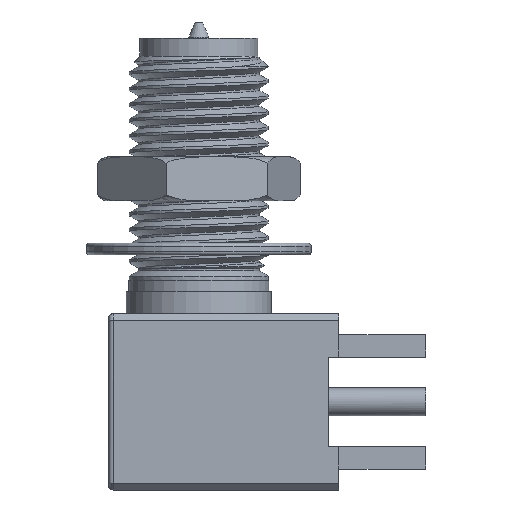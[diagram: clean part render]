
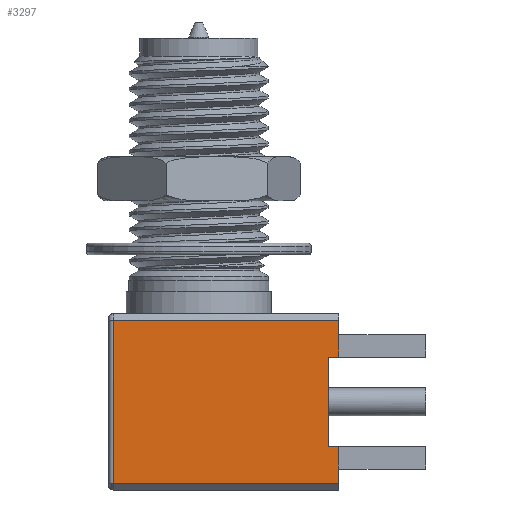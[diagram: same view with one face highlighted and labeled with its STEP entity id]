
A CAD part, front view. The second image highlights one B-rep face of the part: STEP entity #3297.
In plain terms, the highlighted planar face has unit normal (0, -1, 0).
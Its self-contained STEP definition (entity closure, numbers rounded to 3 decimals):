
#401=LINE('',#13795,#635);
#415=LINE('',#13826,#649);
#417=LINE('',#13830,#651);
#456=LINE('',#13912,#690);
#464=LINE('',#13927,#698);
#487=LINE('',#13972,#721);
#492=LINE('',#13981,#726);
#493=LINE('',#13982,#727);
#635=VECTOR('',#5144,1000.);
#649=VECTOR('',#5174,1000.);
#651=VECTOR('',#5178,1000.);
#690=VECTOR('',#5243,1000.);
#698=VECTOR('',#5255,1000.);
#721=VECTOR('',#5292,1000.);
#726=VECTOR('',#5305,1000.);
#727=VECTOR('',#5306,1000.);
#1624=ORIENTED_EDGE('',*,*,#2085,.T.);
#1625=ORIENTED_EDGE('',*,*,#2069,.T.);
#1626=ORIENTED_EDGE('',*,*,#2087,.T.);
#1627=ORIENTED_EDGE('',*,*,#2126,.T.);
#1628=ORIENTED_EDGE('',*,*,#2134,.T.);
#1629=ORIENTED_EDGE('',*,*,#2162,.F.);
#1630=ORIENTED_EDGE('',*,*,#2157,.F.);
#1631=ORIENTED_EDGE('',*,*,#2163,.F.);
#2069=EDGE_CURVE('',#2434,#2430,#401,.T.);
#2085=EDGE_CURVE('',#2445,#2434,#415,.T.);
#2087=EDGE_CURVE('',#2430,#2446,#417,.T.);
#2126=EDGE_CURVE('',#2446,#2476,#456,.T.);
#2134=EDGE_CURVE('',#2476,#2480,#464,.T.);
#2157=EDGE_CURVE('',#2495,#2494,#487,.T.);
#2162=EDGE_CURVE('',#2494,#2480,#492,.T.);
#2163=EDGE_CURVE('',#2445,#2495,#493,.T.);
#2430=VERTEX_POINT('',#13780);
#2434=VERTEX_POINT('',#13792);
#2445=VERTEX_POINT('',#13827);
#2446=VERTEX_POINT('',#13831);
#2476=VERTEX_POINT('',#13913);
#2480=VERTEX_POINT('',#13926);
#2494=VERTEX_POINT('',#13969);
#2495=VERTEX_POINT('',#13971);
#2799=EDGE_LOOP('',(#1624,#1625,#1626,#1627,#1628,#1629,#1630,#1631));
#3015=FACE_BOUND('',#2799,.T.);
#3125=PLANE('',#4537);
#3297=ADVANCED_FACE('',(#3015),#3125,.F.);
#4537=AXIS2_PLACEMENT_3D('',#13980,#5303,#5304);
#5144=DIRECTION('',(0.,0.,-1.));
#5174=DIRECTION('',(-1.,0.,0.));
#5178=DIRECTION('',(1.,0.,0.));
#5243=DIRECTION('',(0.,0.,1.));
#5255=DIRECTION('',(-1.,0.,0.));
#5292=DIRECTION('',(-1.,0.,0.));
#5303=DIRECTION('',(0.,1.,0.));
#5304=DIRECTION('',(1.,0.,0.));
#5305=DIRECTION('',(0.,0.,-1.));
#5306=DIRECTION('',(0.,0.,-1.));
#13780=CARTESIAN_POINT('',(-3.89,-4.,-7.7));
#13792=CARTESIAN_POINT('',(-3.89,-4.,-0.3));
#13795=CARTESIAN_POINT('',(-3.89,-4.,0.));
#13826=CARTESIAN_POINT('',(5.88,-4.,-0.3));
#13827=CARTESIAN_POINT('',(6.35,-4.,-0.3));
#13830=CARTESIAN_POINT('',(5.88,-4.,-7.7));
#13831=CARTESIAN_POINT('',(6.35,-4.,-7.7));
#13912=CARTESIAN_POINT('',(6.35,-4.,-8.));
#13913=CARTESIAN_POINT('',(6.35,-4.,-6.03));
#13926=CARTESIAN_POINT('',(5.88,-4.,-6.03));
#13927=CARTESIAN_POINT('',(6.35,-4.,-6.03));
#13969=CARTESIAN_POINT('',(5.88,-4.,-1.97));
#13971=CARTESIAN_POINT('',(6.35,-4.,-1.97));
#13972=CARTESIAN_POINT('',(6.35,-4.,-1.97));
#13980=CARTESIAN_POINT('',(5.88,-4.,0.));
#13981=CARTESIAN_POINT('',(5.88,-4.,0.));
#13982=CARTESIAN_POINT('',(6.35,-4.,0.));
